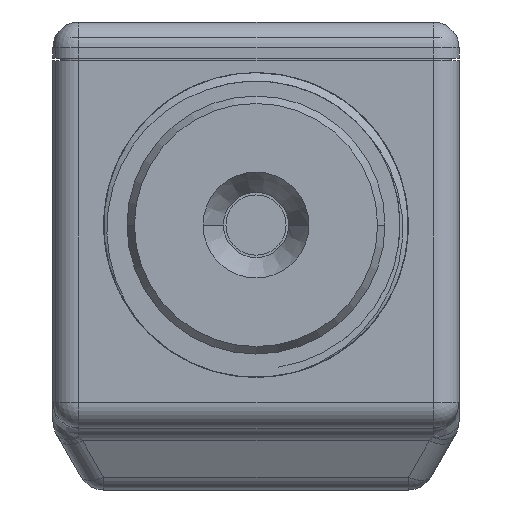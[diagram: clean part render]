
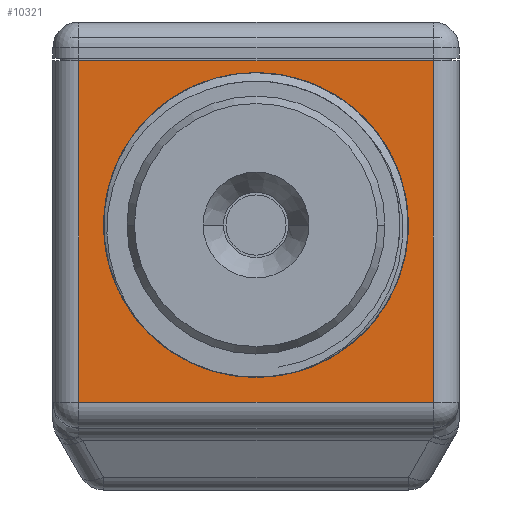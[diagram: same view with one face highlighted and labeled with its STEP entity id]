
A CAD part, front view. The second image highlights one B-rep face of the part: STEP entity #10321.
In plain terms, the highlighted planar face has unit normal (0, -1, 0).
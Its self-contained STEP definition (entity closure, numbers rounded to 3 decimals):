
#9=DIRECTION('',(-1.,0.,0.));
#10=VECTOR('',#9,34.9);
#11=CARTESIAN_POINT('',(37.44,0.,0.));
#12=LINE('',#11,#10);
#1110=DIRECTION('',(0.,0.,-1.));
#1111=VECTOR('',#1110,33.63);
#1112=CARTESIAN_POINT('',(37.44,0.,0.));
#1113=LINE('',#1112,#1111);
#1123=CARTESIAN_POINT('',(19.99,0.,-16.18));
#1124=DIRECTION('',(0.,-1.,0.));
#1125=DIRECTION('',(0.,0.,-1.));
#1126=AXIS2_PLACEMENT_3D('',#1123,#1124,#1125);
#1128=CARTESIAN_POINT('',(19.99,0.,-16.18));
#1129=DIRECTION('',(0.,-1.,0.));
#1130=DIRECTION('',(0.,0.,1.));
#1131=AXIS2_PLACEMENT_3D('',#1128,#1129,#1130);
#1133=DIRECTION('',(-1.,0.,0.));
#1134=VECTOR('',#1133,34.9);
#1135=CARTESIAN_POINT('',(37.44,0.,-33.63));
#1136=LINE('',#1135,#1134);
#1273=DIRECTION('',(0.,0.,-1.));
#1274=VECTOR('',#1273,33.63);
#1275=CARTESIAN_POINT('',(2.54,0.,0.));
#1276=LINE('',#1275,#1274);
#8273=CARTESIAN_POINT('',(37.44,0.,0.));
#8274=CARTESIAN_POINT('',(37.44,0.,-33.63));
#8275=VERTEX_POINT('',#8273);
#8276=VERTEX_POINT('',#8274);
#8295=CARTESIAN_POINT('',(2.54,0.,0.));
#8296=CARTESIAN_POINT('',(2.54,0.,-33.63));
#8297=VERTEX_POINT('',#8295);
#8298=VERTEX_POINT('',#8296);
#8305=CARTESIAN_POINT('',(19.99,0.,-31.179));
#8306=CARTESIAN_POINT('',(19.99,0.,-1.181));
#8307=VERTEX_POINT('',#8305);
#8308=VERTEX_POINT('',#8306);
#10302=CARTESIAN_POINT('',(39.98,0.,0.));
#10303=DIRECTION('',(0.,-1.,0.));
#10304=DIRECTION('',(-1.,0.,0.));
#10305=AXIS2_PLACEMENT_3D('',#10302,#10303,#10304);
#10306=PLANE('',#10305);
#10308=ORIENTED_EDGE('',*,*,#10307,.T.);
#10310=ORIENTED_EDGE('',*,*,#10309,.F.);
#10311=ORIENTED_EDGE('',*,*,#8752,.F.);
#10312=ORIENTED_EDGE('',*,*,#10293,.T.);
#10313=EDGE_LOOP('',(#10308,#10310,#10311,#10312));
#10314=FACE_OUTER_BOUND('',#10313,.F.);
#10316=ORIENTED_EDGE('',*,*,#10315,.T.);
#10318=ORIENTED_EDGE('',*,*,#10317,.T.);
#10319=EDGE_LOOP('',(#10316,#10318));
#10320=FACE_BOUND('',#10319,.F.);
#10321=ADVANCED_FACE('',(#10314,#10320),#10306,.T.);
#1127=CIRCLE('',#1126,14.999);
#1132=CIRCLE('',#1131,14.999);
#8752=EDGE_CURVE('',#8275,#8297,#12,.T.);
#10293=EDGE_CURVE('',#8275,#8276,#1113,.T.);
#10307=EDGE_CURVE('',#8276,#8298,#1136,.T.);
#10309=EDGE_CURVE('',#8297,#8298,#1276,.T.);
#10315=EDGE_CURVE('',#8307,#8308,#1127,.T.);
#10317=EDGE_CURVE('',#8308,#8307,#1132,.T.);
